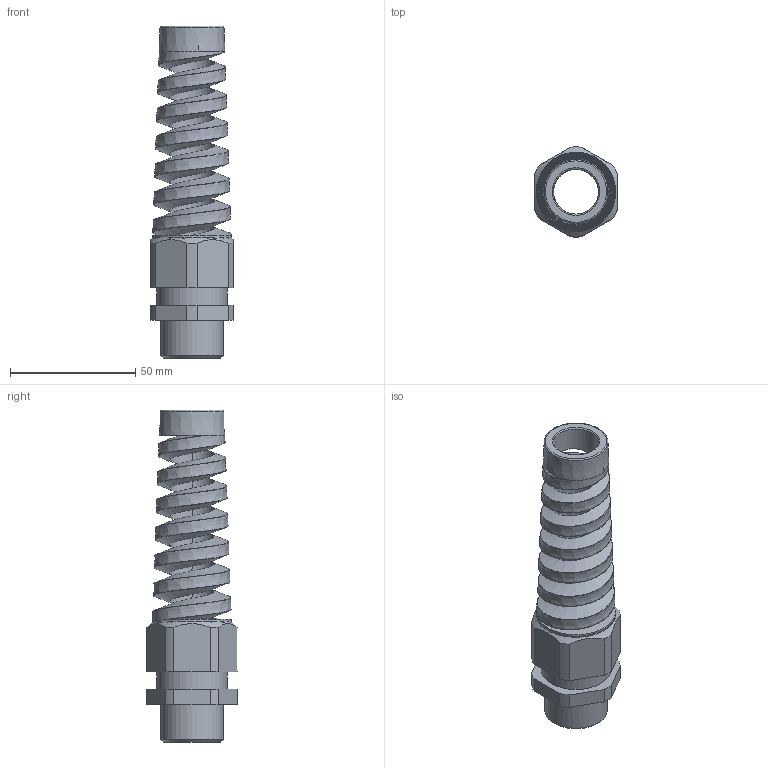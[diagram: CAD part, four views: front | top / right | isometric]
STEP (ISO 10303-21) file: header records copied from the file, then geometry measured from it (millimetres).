
FILE_DESCRIPTION(/* description */ ('STEP AP203'),/* implementation_level */ '2;1');
FILE_NAME(/* name */ '12002401_MBFK 25.stp',/* time_stamp */ '2016-01-04T09:34:59+01:00',/* author */ ('arempel'),/* organization */ (''),/* preprocessor_version */ 'ST-DEVELOPER v16.1',/* originating_system */ 'Autodesk Inventor 2016',/* authorisation */ '');
FILE_SCHEMA (('AUTOMOTIVE_DESIGN { 1 0 10303 214 3 1 1 }'));
Products named in the file (1): MBFK 25_3Dsym
Bounding box: 33 x 35.97 x 132.5 mm (x, y, z)
Volume: 44281.6 mm3; surface area: 22537.5 mm2
Topology: 1 solids, 1 shells, 91 faces, 261 edges, 176 vertices
Faces by surface type: plane 57, cylinder 21, bspline 5, torus 4, cone 4
Full cylindrical faces by diameter (mm): 18 x7, 25 x1, 28 x1
Entity records: 42355 total; most frequent: CARTESIAN_POINT 40208, ORIENTED_EDGE 446, DIRECTION 416, EDGE_CURVE 223, VERTEX_POINT 156, LINE 146, VECTOR 146, AXIS2_PLACEMENT_3D 135
